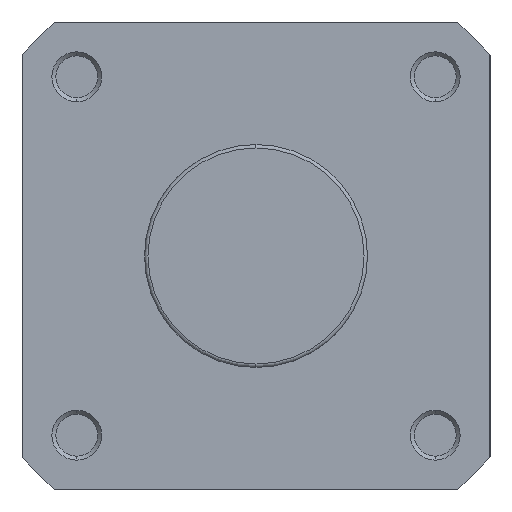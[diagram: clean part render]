
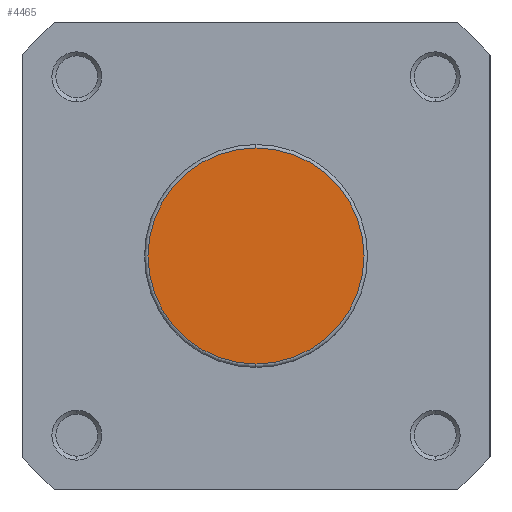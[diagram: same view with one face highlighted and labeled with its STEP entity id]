
A CAD part, left-side view. The second image highlights one B-rep face of the part: STEP entity #4465.
In plain terms, the highlighted planar face has unit normal (-1, 0, 0).
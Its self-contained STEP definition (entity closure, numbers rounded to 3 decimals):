
#375 = ORIENTED_EDGE ( 'NONE', *, *, #2790, .T. ) ;
#387 = ORIENTED_EDGE ( 'NONE', *, *, #2731, .T. ) ;
#1230 = EDGE_LOOP ( 'NONE', ( #375, #387 ) ) ;
#1810 = CIRCLE ( 'NONE', #3058, 21.7 ) ;
#1894 = CIRCLE ( 'NONE', #3089, 21.7 ) ;
#2242 = FACE_OUTER_BOUND ( 'NONE', #1230, .T. ) ;
#2731 = EDGE_CURVE ( 'NONE', #3397, #3396, #1810, .T. ) ;
#2790 = EDGE_CURVE ( 'NONE', #3396, #3397, #1894, .T. ) ;
#3058 = AXIS2_PLACEMENT_3D ( 'NONE', #4303, #4304, #4305 ) ;
#3089 = AXIS2_PLACEMENT_3D ( 'NONE', #4605, #4612, #4613 ) ;
#3262 = AXIS2_PLACEMENT_3D ( 'NONE', #5679, #5681, #5682 ) ;
#3396 = VERTEX_POINT ( 'NONE', #5220 ) ;
#3397 = VERTEX_POINT ( 'NONE', #5221 ) ;
#4303 = CARTESIAN_POINT ( 'NONE',  ( 0., 0., 0. ) ) ;
#4304 = DIRECTION ( 'NONE',  ( -1., 0., 0. ) ) ;
#4305 = DIRECTION ( 'NONE',  ( 0., 0., -1. ) ) ;
#4465 = ADVANCED_FACE ( 'NONE', ( #2242 ), #5680, .F. ) ;
#4605 = CARTESIAN_POINT ( 'NONE',  ( 0., 0., 0. ) ) ;
#4612 = DIRECTION ( 'NONE',  ( -1., 0., 0. ) ) ;
#4613 = DIRECTION ( 'NONE',  ( 0., 0., -1. ) ) ;
#5220 = CARTESIAN_POINT ( 'NONE',  ( 0., 0., -21.7 ) ) ;
#5221 = CARTESIAN_POINT ( 'NONE',  ( 0., 0., 21.7 ) ) ;
#5679 = CARTESIAN_POINT ( 'NONE',  ( 0., 22.4, 0. ) ) ;
#5680 = PLANE ( 'NONE',  #3262 ) ;
#5681 = DIRECTION ( 'NONE',  ( 1., 0., 0. ) ) ;
#5682 = DIRECTION ( 'NONE',  ( 0., 0., -1. ) ) ;
